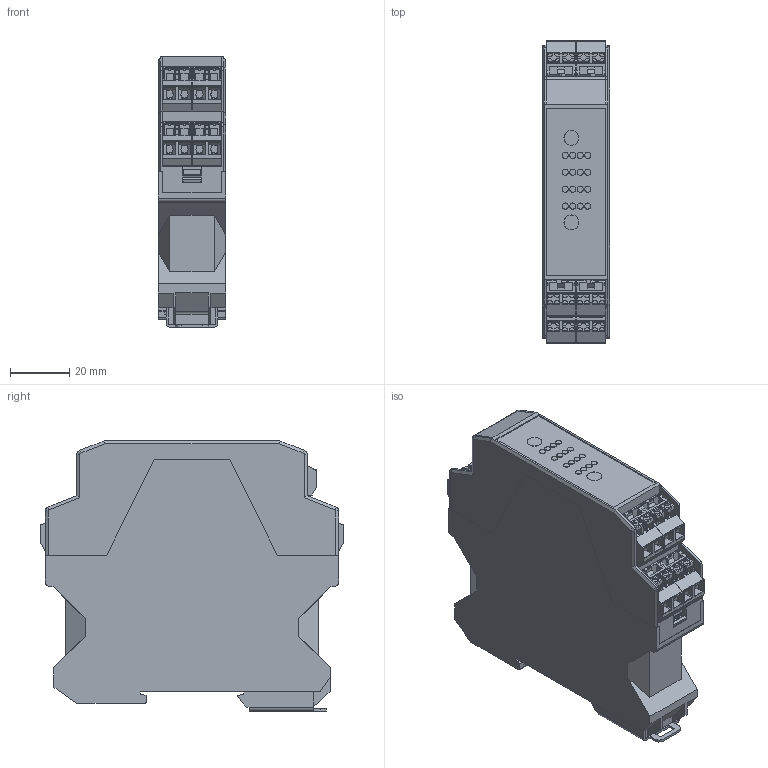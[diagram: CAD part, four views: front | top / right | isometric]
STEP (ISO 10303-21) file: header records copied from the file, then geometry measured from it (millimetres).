
FILE_DESCRIPTION(/* description */ ('Alibre Inc.'),/* implementation_level */ '2;1');
FILE_NAME(/* name */ 'export-A27B8848-DF7E-4F57-8360-3A813C7D4465',/* time_stamp */ '2019-03-14T10:09:33+01:00',/* author */ (''),/* organization */ (''),/* preprocessor_version */ 'ST-DEVELOPER v17',/* originating_system */ 'Alibre',/* authorisation */ '');
FILE_SCHEMA (('AUTOMOTIVE_DESIGN'));
Length unit declared in the file: millimetre
Products named in the file (11): ID_1
Bounding box: 22.6 x 102.3 x 91.1 mm (x, y, z)
Volume: 65861.3 mm3; surface area: 69649.8 mm2
Topology: 32 solids, 32 shells, 7188 faces, 19609 edges, 12777 vertices
Faces by surface type: plane 5787, cylinder 1241, cone 64, torus 48, sphere 48
Full cylindrical faces by diameter (mm): 2.08 x16, 2.1 x32, 4.98 x2, 5 x4
Entity records: 91618 total; most frequent: CARTESIAN_POINT 16845, ORIENTED_EDGE 16432, DIRECTION 12430, EDGE_CURVE 8213, VECTOR 6932, LINE 6932, VERTEX_POINT 5386, AXIS2_PLACEMENT_3D 3903
